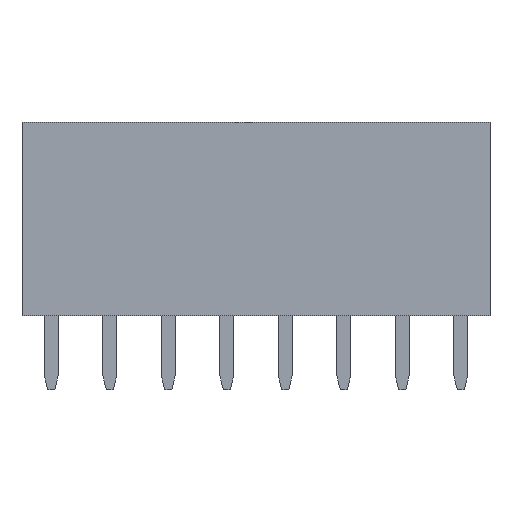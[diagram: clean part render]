
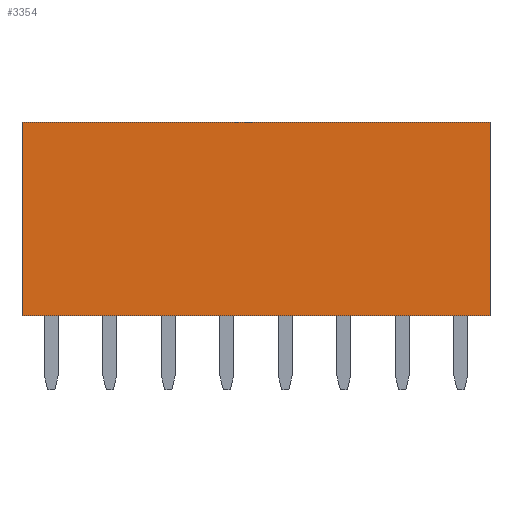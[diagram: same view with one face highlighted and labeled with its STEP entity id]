
A CAD part, top view. The second image highlights one B-rep face of the part: STEP entity #3354.
In plain terms, the highlighted planar face has unit normal (0, 0, 1).
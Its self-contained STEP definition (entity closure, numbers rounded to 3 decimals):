
#430=CARTESIAN_POINT('',(19.05,8.4,1.27));
#431=VERTEX_POINT('',#430);
#438=CARTESIAN_POINT('',(19.05,0.0,1.27));
#439=VERTEX_POINT('',#438);
#440=CARTESIAN_POINT('',(19.05,0.0,1.27));
#441=DIRECTION('',(0.0,1.0,0.0));
#442=VECTOR('',#441,8.4);
#443=LINE('',#440,#442);
#444=EDGE_CURVE('',#439,#431,#443,.T.);
#2900=CARTESIAN_POINT('',(-1.27,8.4,1.27));
#2901=VERTEX_POINT('',#2900);
#2902=CARTESIAN_POINT('',(19.05,8.4,1.27));
#2903=DIRECTION('',(-1.0,0.0,0.0));
#2904=VECTOR('',#2903,20.32);
#2905=LINE('',#2902,#2904);
#2906=EDGE_CURVE('',#431,#2901,#2905,.T.);
#3268=CARTESIAN_POINT('',(-1.27,0.0,1.27));
#3269=VERTEX_POINT('',#3268);
#3270=CARTESIAN_POINT('',(-1.27,0.0,1.27));
#3271=DIRECTION('',(1.0,0.0,0.0));
#3272=VECTOR('',#3271,20.32);
#3273=LINE('',#3270,#3272);
#3274=EDGE_CURVE('',#3269,#439,#3273,.T.);
#3338=CARTESIAN_POINT('',(1.27,0.0,1.27));
#3339=DIRECTION('',(0.0,0.0,1.0));
#3340=DIRECTION('',(1.0,0.0,0.0));
#3341=AXIS2_PLACEMENT_3D('',#3338,#3339,#3340);
#3342=PLANE('',#3341);
#3343=ORIENTED_EDGE('',*,*,#2906,.T.);
#3344=CARTESIAN_POINT('',(-1.27,0.0,1.27));
#3345=DIRECTION('',(0.0,1.0,0.0));
#3346=VECTOR('',#3345,8.4);
#3347=LINE('',#3344,#3346);
#3348=EDGE_CURVE('',#3269,#2901,#3347,.T.);
#3349=ORIENTED_EDGE('',*,*,#3348,.F.);
#3350=ORIENTED_EDGE('',*,*,#3274,.T.);
#3351=ORIENTED_EDGE('',*,*,#444,.T.);
#3352=EDGE_LOOP('',(#3343,#3349,#3350,#3351));
#3353=FACE_OUTER_BOUND('',#3352,.T.);
#3354=ADVANCED_FACE('',(#3353),#3342,.T.);
